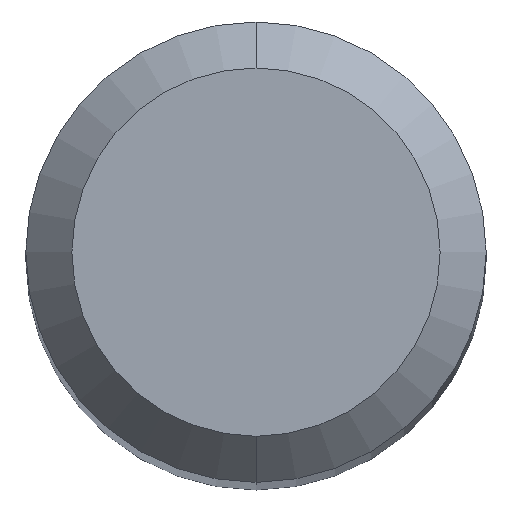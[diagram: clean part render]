
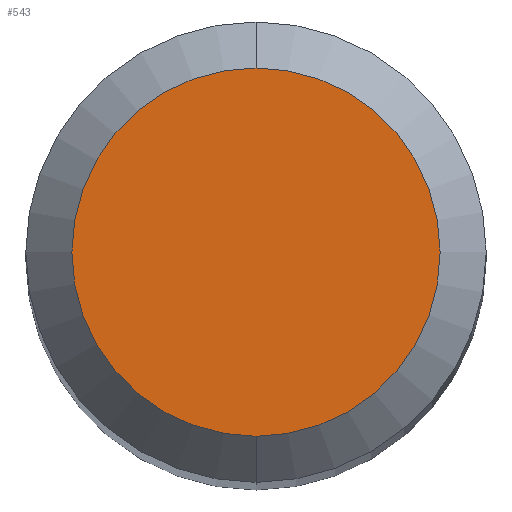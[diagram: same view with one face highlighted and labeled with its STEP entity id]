
A CAD part, top view. The second image highlights one B-rep face of the part: STEP entity #543.
In plain terms, the highlighted planar face has unit normal (0, 0, 1).
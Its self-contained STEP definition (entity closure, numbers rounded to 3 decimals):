
#355=VERTEX_POINT('',#948);
#543=ADVANCED_FACE('',(#1159),#1160,.T.);
#619=EDGE_CURVE('',#661,#355,#1241,.T.);
#661=VERTEX_POINT('',#1287);
#839=EDGE_CURVE('',#355,#661,#1475,.T.);
#948=CARTESIAN_POINT('',(0.,-1.2,0.0));
#1159=FACE_OUTER_BOUND('',#3410,.T.);
#1160=PLANE('',#3411);
#1241=CIRCLE('',#3704,1.2);
#1287=CARTESIAN_POINT('',(0.0,1.2,0.0));
#1475=CIRCLE('',#4726,1.2);
#3410=EDGE_LOOP('',(#5218,#5219));
#3411=AXIS2_PLACEMENT_3D('',#5220,#5221,#5222);
#3704=AXIS2_PLACEMENT_3D('',#5276,#5277,#5278);
#4726=AXIS2_PLACEMENT_3D('',#5463,#5464,#5465);
#5218=ORIENTED_EDGE('',*,*,#619,.F.);
#5219=ORIENTED_EDGE('',*,*,#839,.F.);
#5220=CARTESIAN_POINT('',(0.0,0.6,0.0));
#5221=DIRECTION('',(-0.0,0.0,1.0));
#5222=DIRECTION('',(0.0,-1.0,0.0));
#5276=CARTESIAN_POINT('',(0.0,0.0,0.0));
#5277=DIRECTION('',(0.0,0.0,-1.0));
#5278=DIRECTION('',(0.0,1.0,0.0));
#5463=CARTESIAN_POINT('',(0.0,0.0,0.0));
#5464=DIRECTION('',(0.0,0.0,-1.0));
#5465=DIRECTION('',(0.0,1.0,0.0));
